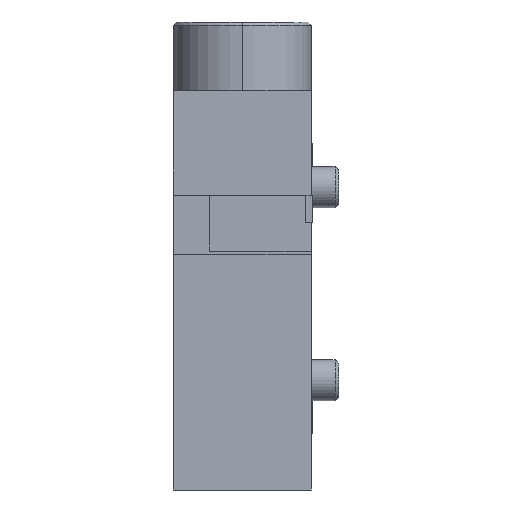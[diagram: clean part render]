
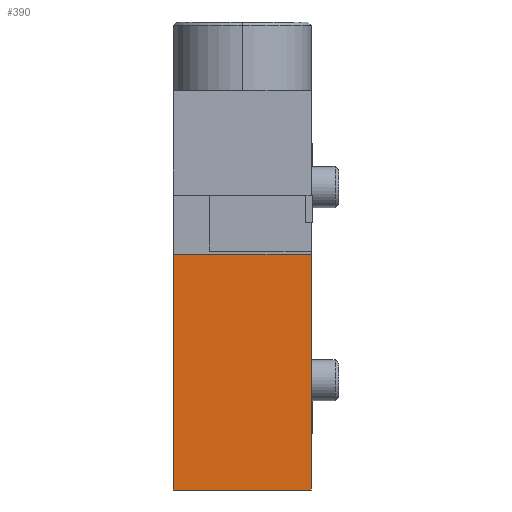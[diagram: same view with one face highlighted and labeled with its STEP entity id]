
A CAD part, left-side view. The second image highlights one B-rep face of the part: STEP entity #390.
In plain terms, the highlighted planar face has unit normal (-1, 0, 0).
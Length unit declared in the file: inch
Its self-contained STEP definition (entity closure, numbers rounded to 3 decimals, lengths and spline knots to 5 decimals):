
#365 = ORIENTED_EDGE ( 'NONE', *, *, #372, .T. ) ;
#366 = VERTEX_POINT ( 'NONE', #1292 ) ;
#372 = EDGE_CURVE ( 'NONE', #366, #384, #1290, .T. ) ;
#378 = EDGE_CURVE ( 'NONE', #384, #385, #1440, .T. ) ;
#379 = VERTEX_POINT ( 'NONE', #1436 ) ;
#380 = ORIENTED_EDGE ( 'NONE', *, *, #381, .T. ) ;
#381 = EDGE_CURVE ( 'NONE', #379, #366, #1435, .T. ) ;
#382 = ORIENTED_EDGE ( 'NONE', *, *, #383, .F. ) ;
#383 = EDGE_CURVE ( 'NONE', #379, #385, #1431, .T. ) ;
#384 = VERTEX_POINT ( 'NONE', #1427 ) ;
#385 = VERTEX_POINT ( 'NONE', #1352 ) ;
#386 = ORIENTED_EDGE ( 'NONE', *, *, #378, .T. ) ;
#387 = EDGE_LOOP ( 'NONE', ( #386, #382, #380, #365 ) ) ;
#390 = ADVANCED_FACE ( 'NONE', ( #1347 ), #1346, .T. ) ;
#1287 = DIRECTION ( 'NONE',  ( 0., 0., 1. ) ) ;
#1288 = VECTOR ( 'NONE', #1287, 39.37008 ) ;
#1289 = CARTESIAN_POINT ( 'NONE',  ( -0.118, -0.0985, -0.571 ) ) ;
#1290 = LINE ( 'NONE', #1289, #1288 ) ;
#1292 = CARTESIAN_POINT ( 'NONE',  ( -0.118, -0.0985, -0.571 ) ) ;
#1342 = DIRECTION ( 'NONE',  ( 0., 0., 1. ) ) ;
#1343 = DIRECTION ( 'NONE',  ( -1., 0., 0. ) ) ;
#1344 = AXIS2_PLACEMENT_3D ( 'NONE', #1345, #1343, #1342 ) ;
#1345 = CARTESIAN_POINT ( 'NONE',  ( -0.118, 0.0985, -0.571 ) ) ;
#1346 = PLANE ( 'NONE',  #1344 ) ;
#1347 = FACE_OUTER_BOUND ( 'NONE', #387, .T. ) ;
#1352 = CARTESIAN_POINT ( 'NONE',  ( -0.118, 0.0985, -0.2345 ) ) ;
#1427 = CARTESIAN_POINT ( 'NONE',  ( -0.118, -0.0985, -0.2345 ) ) ;
#1428 = DIRECTION ( 'NONE',  ( 0., 0., 1. ) ) ;
#1429 = VECTOR ( 'NONE', #1428, 39.37008 ) ;
#1430 = CARTESIAN_POINT ( 'NONE',  ( -0.118, 0.0985, -0.571 ) ) ;
#1431 = LINE ( 'NONE', #1430, #1429 ) ;
#1432 = DIRECTION ( 'NONE',  ( 0., -1., 0. ) ) ;
#1433 = VECTOR ( 'NONE', #1432, 39.37008 ) ;
#1434 = CARTESIAN_POINT ( 'NONE',  ( -0.118, 0.0985, -0.571 ) ) ;
#1435 = LINE ( 'NONE', #1434, #1433 ) ;
#1436 = CARTESIAN_POINT ( 'NONE',  ( -0.118, 0.0985, -0.571 ) ) ;
#1437 = DIRECTION ( 'NONE',  ( 0., 1., 0. ) ) ;
#1438 = VECTOR ( 'NONE', #1437, 39.37008 ) ;
#1439 = CARTESIAN_POINT ( 'NONE',  ( -0.118, -0.1375, -0.2345 ) ) ;
#1440 = LINE ( 'NONE', #1439, #1438 ) ;
